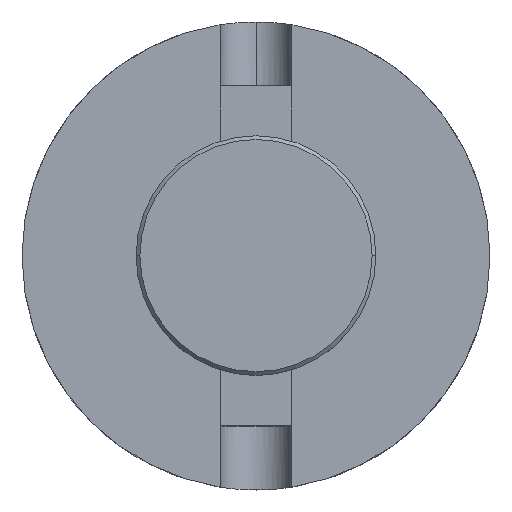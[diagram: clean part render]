
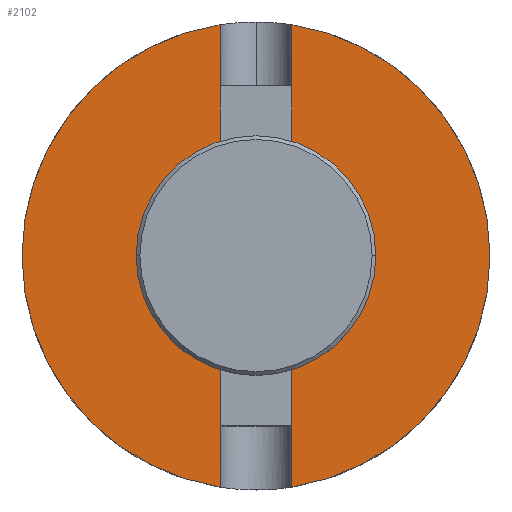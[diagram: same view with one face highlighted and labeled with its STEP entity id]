
A CAD part, top view. The second image highlights one B-rep face of the part: STEP entity #2102.
In plain terms, the highlighted planar face has unit normal (0, 0, 1).
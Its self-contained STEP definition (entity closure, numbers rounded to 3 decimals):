
#9 = PLANE ( 'NONE',  #1364 ) ;
#31 = DIRECTION ( 'NONE',  ( 0., 0., -1. ) ) ;
#33 = CARTESIAN_POINT ( 'NONE',  ( -9.525, 61.976, 75. ) ) ;
#69 = CIRCLE ( 'NONE', #894, 61.976 ) ;
#84 = ORIENTED_EDGE ( 'NONE', *, *, #801, .T. ) ;
#94 = CARTESIAN_POINT ( 'NONE',  ( 9.525, 45.05, 75. ) ) ;
#109 = DIRECTION ( 'NONE',  ( 0., 1., 0. ) ) ;
#110 = CARTESIAN_POINT ( 'NONE',  ( -9.525, 45.05, 75. ) ) ;
#115 = ORIENTED_EDGE ( 'NONE', *, *, #1551, .T. ) ;
#122 = LINE ( 'NONE', #1606, #559 ) ;
#130 = ORIENTED_EDGE ( 'NONE', *, *, #1962, .F. ) ;
#183 = ORIENTED_EDGE ( 'NONE', *, *, #1988, .F. ) ;
#193 = CARTESIAN_POINT ( 'NONE',  ( 0., 61.976, 75. ) ) ;
#206 = VECTOR ( 'NONE', #2150, 1000. ) ;
#219 = ORIENTED_EDGE ( 'NONE', *, *, #744, .F. ) ;
#227 = DIRECTION ( 'NONE',  ( 0., 1., 0. ) ) ;
#243 = CARTESIAN_POINT ( 'NONE',  ( 0., 0., 75. ) ) ;
#254 = CARTESIAN_POINT ( 'NONE',  ( 9.525, -26., 75. ) ) ;
#270 = VECTOR ( 'NONE', #2277, 1000. ) ;
#281 = CARTESIAN_POINT ( 'NONE',  ( -61.976, 0., 75. ) ) ;
#293 = LINE ( 'NONE', #866, #1266 ) ;
#325 = LINE ( 'NONE', #1305, #2301 ) ;
#381 = CARTESIAN_POINT ( 'NONE',  ( 0., 0., 75. ) ) ;
#390 = DIRECTION ( 'NONE',  ( 0., 0., 1. ) ) ;
#393 = VERTEX_POINT ( 'NONE', #832 ) ;
#411 = EDGE_CURVE ( 'NONE', #1261, #1861, #122, .T. ) ;
#421 = EDGE_LOOP ( 'NONE', ( #115, #2063 ) ) ;
#447 = DIRECTION ( 'NONE',  ( -1., 0., 0. ) ) ;
#453 = CARTESIAN_POINT ( 'NONE',  ( -25.4, 0., 75. ) ) ;
#466 = FACE_BOUND ( 'NONE', #421, .T. ) ;
#507 = DIRECTION ( 'NONE',  ( 1., 0., 0. ) ) ;
#513 = ORIENTED_EDGE ( 'NONE', *, *, #682, .T. ) ;
#539 = VERTEX_POINT ( 'NONE', #2037 ) ;
#547 = VERTEX_POINT ( 'NONE', #2408 ) ;
#559 = VECTOR ( 'NONE', #1224, 1000. ) ;
#560 = DIRECTION ( 'NONE',  ( 0., 0., -1. ) ) ;
#593 = CARTESIAN_POINT ( 'NONE',  ( -9.525, -45.05, 75. ) ) ;
#608 = DIRECTION ( 'NONE',  ( 0., 1., 0. ) ) ;
#682 = EDGE_CURVE ( 'NONE', #2454, #1178, #1149, .T. ) ;
#705 = ORIENTED_EDGE ( 'NONE', *, *, #2096, .F. ) ;
#710 = ORIENTED_EDGE ( 'NONE', *, *, #2456, .F. ) ;
#744 = EDGE_CURVE ( 'NONE', #1926, #1178, #1435, .T. ) ;
#787 = CARTESIAN_POINT ( 'NONE',  ( 9.525, 26., 75. ) ) ;
#790 = ORIENTED_EDGE ( 'NONE', *, *, #887, .T. ) ;
#796 = VECTOR ( 'NONE', #109, 1000. ) ;
#801 = EDGE_CURVE ( 'NONE', #1420, #1698, #325, .T. ) ;
#819 = DIRECTION ( 'NONE',  ( 0., 0., -1. ) ) ;
#832 = CARTESIAN_POINT ( 'NONE',  ( -9.525, -26., 75. ) ) ;
#841 = LINE ( 'NONE', #1126, #270 ) ;
#845 = VERTEX_POINT ( 'NONE', #593 ) ;
#848 = LINE ( 'NONE', #1565, #1295 ) ;
#866 = CARTESIAN_POINT ( 'NONE',  ( 0., 26., 75. ) ) ;
#876 = EDGE_CURVE ( 'NONE', #1747, #1420, #848, .T. ) ;
#879 = EDGE_CURVE ( 'NONE', #393, #845, #1827, .T. ) ;
#887 = EDGE_CURVE ( 'NONE', #1353, #2454, #1684, .T. ) ;
#894 = AXIS2_PLACEMENT_3D ( 'NONE', #2189, #1031, #2375 ) ;
#895 = AXIS2_PLACEMENT_3D ( 'NONE', #243, #1593, #447 ) ;
#957 = DIRECTION ( 'NONE',  ( 0., 0., -1. ) ) ;
#974 = DIRECTION ( 'NONE',  ( 0., -1., 0. ) ) ;
#1029 = ORIENTED_EDGE ( 'NONE', *, *, #1850, .F. ) ;
#1031 = DIRECTION ( 'NONE',  ( 0., 0., -1. ) ) ;
#1034 = AXIS2_PLACEMENT_3D ( 'NONE', #1992, #819, #2169 ) ;
#1068 = CARTESIAN_POINT ( 'NONE',  ( 25.4, 0., 75. ) ) ;
#1069 = ORIENTED_EDGE ( 'NONE', *, *, #1246, .F. ) ;
#1090 = VERTEX_POINT ( 'NONE', #1990 ) ;
#1126 = CARTESIAN_POINT ( 'NONE',  ( 0., -26., 75. ) ) ;
#1149 = LINE ( 'NONE', #2319, #2242 ) ;
#1153 = DIRECTION ( 'NONE',  ( 0., -1., 0. ) ) ;
#1154 = CIRCLE ( 'NONE', #895, 61.976 ) ;
#1167 = VECTOR ( 'NONE', #227, 1000. ) ;
#1170 = CARTESIAN_POINT ( 'NONE',  ( 0., 0., 75. ) ) ;
#1178 = VERTEX_POINT ( 'NONE', #1198 ) ;
#1181 = CARTESIAN_POINT ( 'NONE',  ( 9.525, 61.24, 75. ) ) ;
#1198 = CARTESIAN_POINT ( 'NONE',  ( -9.525, 61.24, 75. ) ) ;
#1224 = DIRECTION ( 'NONE',  ( 0., 1., 0. ) ) ;
#1246 = EDGE_CURVE ( 'NONE', #1090, #547, #69, .T. ) ;
#1261 = VERTEX_POINT ( 'NONE', #1813 ) ;
#1266 = VECTOR ( 'NONE', #507, 1000. ) ;
#1295 = VECTOR ( 'NONE', #974, 1000. ) ;
#1305 = CARTESIAN_POINT ( 'NONE',  ( 9.525, 61.976, 75. ) ) ;
#1329 = AXIS2_PLACEMENT_3D ( 'NONE', #1711, #560, #1910 ) ;
#1348 = FACE_OUTER_BOUND ( 'NONE', #2469, .T. ) ;
#1353 = VERTEX_POINT ( 'NONE', #2460 ) ;
#1357 = EDGE_CURVE ( 'NONE', #1861, #393, #841, .T. ) ;
#1360 = ORIENTED_EDGE ( 'NONE', *, *, #879, .F. ) ;
#1364 = AXIS2_PLACEMENT_3D ( 'NONE', #193, #390, #1744 ) ;
#1367 = DIRECTION ( 'NONE',  ( -1., 0., 0. ) ) ;
#1371 = LINE ( 'NONE', #1441, #796 ) ;
#1420 = VERTEX_POINT ( 'NONE', #94 ) ;
#1435 = CIRCLE ( 'NONE', #2124, 61.976 ) ;
#1441 = CARTESIAN_POINT ( 'NONE',  ( 9.525, 61.976, 75. ) ) ;
#1481 = VERTEX_POINT ( 'NONE', #1068 ) ;
#1551 = EDGE_CURVE ( 'NONE', #2261, #1481, #1897, .T. ) ;
#1565 = CARTESIAN_POINT ( 'NONE',  ( 9.525, 61.976, 75. ) ) ;
#1593 = DIRECTION ( 'NONE',  ( 0., 0., -1. ) ) ;
#1606 = CARTESIAN_POINT ( 'NONE',  ( 9.525, 61.976, 75. ) ) ;
#1684 = LINE ( 'NONE', #2327, #1167 ) ;
#1698 = VERTEX_POINT ( 'NONE', #787 ) ;
#1711 = CARTESIAN_POINT ( 'NONE',  ( 0., 0., 75. ) ) ;
#1744 = DIRECTION ( 'NONE',  ( 1., 0., 0. ) ) ;
#1747 = VERTEX_POINT ( 'NONE', #1181 ) ;
#1813 = CARTESIAN_POINT ( 'NONE',  ( 9.525, -45.05, 75. ) ) ;
#1827 = LINE ( 'NONE', #33, #206 ) ;
#1850 = EDGE_CURVE ( 'NONE', #1747, #1090, #1154, .T. ) ;
#1852 = EDGE_CURVE ( 'NONE', #1481, #2261, #2194, .T. ) ;
#1861 = VERTEX_POINT ( 'NONE', #254 ) ;
#1897 = CIRCLE ( 'NONE', #1329, 25.4 ) ;
#1910 = DIRECTION ( 'NONE',  ( -1., 0., 0. ) ) ;
#1926 = VERTEX_POINT ( 'NONE', #281 ) ;
#1928 = VECTOR ( 'NONE', #1153, 1000. ) ;
#1949 = DIRECTION ( 'NONE',  ( 0., -1., 0. ) ) ;
#1962 = EDGE_CURVE ( 'NONE', #547, #1261, #1371, .T. ) ;
#1988 = EDGE_CURVE ( 'NONE', #1353, #1698, #293, .T. ) ;
#1990 = CARTESIAN_POINT ( 'NONE',  ( 61.976, 0., 75. ) ) ;
#1992 = CARTESIAN_POINT ( 'NONE',  ( 0., 0., 75. ) ) ;
#2037 = CARTESIAN_POINT ( 'NONE',  ( -9.525, -61.24, 75. ) ) ;
#2061 = ORIENTED_EDGE ( 'NONE', *, *, #411, .F. ) ;
#2063 = ORIENTED_EDGE ( 'NONE', *, *, #1852, .T. ) ;
#2096 = EDGE_CURVE ( 'NONE', #845, #539, #2423, .T. ) ;
#2102 = ADVANCED_FACE ( 'NONE', ( #1348, #466 ), #9, .T. ) ;
#2119 = DIRECTION ( 'NONE',  ( -1., 0., 0. ) ) ;
#2124 = AXIS2_PLACEMENT_3D ( 'NONE', #381, #957, #2119 ) ;
#2150 = DIRECTION ( 'NONE',  ( 0., -1., 0. ) ) ;
#2169 = DIRECTION ( 'NONE',  ( -1., 0., 0. ) ) ;
#2189 = CARTESIAN_POINT ( 'NONE',  ( 0., 0., 75. ) ) ;
#2194 = CIRCLE ( 'NONE', #1034, 25.4 ) ;
#2242 = VECTOR ( 'NONE', #608, 1000. ) ;
#2258 = ORIENTED_EDGE ( 'NONE', *, *, #876, .T. ) ;
#2261 = VERTEX_POINT ( 'NONE', #453 ) ;
#2274 = CIRCLE ( 'NONE', #2379, 61.976 ) ;
#2277 = DIRECTION ( 'NONE',  ( -1., 0., 0. ) ) ;
#2297 = CARTESIAN_POINT ( 'NONE',  ( -9.525, 61.976, 75. ) ) ;
#2301 = VECTOR ( 'NONE', #1949, 1000. ) ;
#2319 = CARTESIAN_POINT ( 'NONE',  ( -9.525, 61.976, 75. ) ) ;
#2327 = CARTESIAN_POINT ( 'NONE',  ( -9.525, 61.976, 75. ) ) ;
#2375 = DIRECTION ( 'NONE',  ( -1., 0., 0. ) ) ;
#2379 = AXIS2_PLACEMENT_3D ( 'NONE', #1170, #31, #1367 ) ;
#2408 = CARTESIAN_POINT ( 'NONE',  ( 9.525, -61.24, 75. ) ) ;
#2423 = LINE ( 'NONE', #2297, #1928 ) ;
#2427 = ORIENTED_EDGE ( 'NONE', *, *, #1357, .F. ) ;
#2454 = VERTEX_POINT ( 'NONE', #110 ) ;
#2456 = EDGE_CURVE ( 'NONE', #539, #1926, #2274, .T. ) ;
#2460 = CARTESIAN_POINT ( 'NONE',  ( -9.525, 26., 75. ) ) ;
#2469 = EDGE_LOOP ( 'NONE', ( #130, #1069, #1029, #2258, #84, #183, #790, #513, #219, #710, #705, #1360, #2427, #2061 ) ) ;
